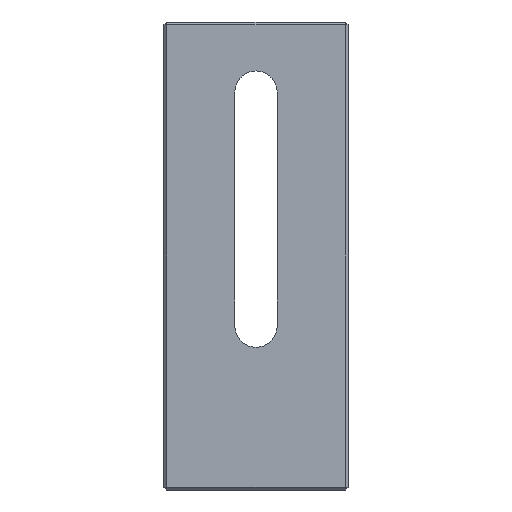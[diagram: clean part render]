
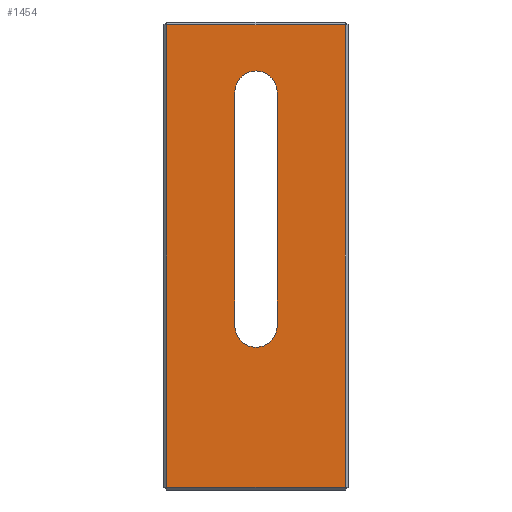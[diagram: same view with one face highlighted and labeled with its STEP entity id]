
A CAD part, front view. The second image highlights one B-rep face of the part: STEP entity #1454.
In plain terms, the highlighted planar face has unit normal (0, -1, 0).
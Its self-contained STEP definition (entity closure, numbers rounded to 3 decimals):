
#23 = VERTEX_POINT ( 'NONE', #667 ) ;
#29 = DIRECTION ( 'NONE',  ( 0., 0., 1. ) ) ;
#39 = DIRECTION ( 'NONE',  ( 0., 1., 0. ) ) ;
#41 = EDGE_CURVE ( 'NONE', #239, #1149, #522, .T. ) ;
#42 = CARTESIAN_POINT ( 'NONE',  ( -2.3, 0., 17.79 ) ) ;
#49 = CARTESIAN_POINT ( 'NONE',  ( -9.7, 0., 0. ) ) ;
#68 = LINE ( 'NONE', #1038, #1294 ) ;
#79 = CARTESIAN_POINT ( 'NONE',  ( -9.7, 0., 50.5 ) ) ;
#111 = VERTEX_POINT ( 'NONE', #1040 ) ;
#147 = DIRECTION ( 'NONE',  ( 1., 0., 0. ) ) ;
#207 = VECTOR ( 'NONE', #147, 1000. ) ;
#237 = EDGE_CURVE ( 'NONE', #812, #917, #887, .T. ) ;
#239 = VERTEX_POINT ( 'NONE', #79 ) ;
#255 = DIRECTION ( 'NONE',  ( 0., 0., 1. ) ) ;
#279 = CARTESIAN_POINT ( 'NONE',  ( -2.3, 0., 43.19 ) ) ;
#282 = CARTESIAN_POINT ( 'NONE',  ( 9.7, 0., 50.8 ) ) ;
#285 = AXIS2_PLACEMENT_3D ( 'NONE', #1128, #1113, #29 ) ;
#286 = DIRECTION ( 'NONE',  ( 0., 0., 1. ) ) ;
#325 = DIRECTION ( 'NONE',  ( 0., 0., 1. ) ) ;
#342 = EDGE_CURVE ( 'NONE', #1149, #812, #755, .T. ) ;
#354 = VERTEX_POINT ( 'NONE', #1367 ) ;
#360 = ORIENTED_EDGE ( 'NONE', *, *, #933, .T. ) ;
#367 = VERTEX_POINT ( 'NONE', #279 ) ;
#369 = DIRECTION ( 'NONE',  ( 0., 1., 0. ) ) ;
#396 = DIRECTION ( 'NONE',  ( 0., 0., 1. ) ) ;
#397 = EDGE_CURVE ( 'NONE', #543, #111, #844, .T. ) ;
#406 = ORIENTED_EDGE ( 'NONE', *, *, #565, .T. ) ;
#410 = CIRCLE ( 'NONE', #1579, 2.3 ) ;
#484 = EDGE_CURVE ( 'NONE', #367, #354, #410, .T. ) ;
#486 = VECTOR ( 'NONE', #762, 1000. ) ;
#504 = ORIENTED_EDGE ( 'NONE', *, *, #41, .T. ) ;
#522 = LINE ( 'NONE', #49, #550 ) ;
#543 = VERTEX_POINT ( 'NONE', #1299 ) ;
#550 = VECTOR ( 'NONE', #809, 1000. ) ;
#555 = EDGE_CURVE ( 'NONE', #23, #543, #1030, .T. ) ;
#560 = DIRECTION ( 'NONE',  ( 0., 1., 0. ) ) ;
#565 = EDGE_CURVE ( 'NONE', #917, #239, #68, .T. ) ;
#586 = CARTESIAN_POINT ( 'NONE',  ( -9.7, 0., 0.3 ) ) ;
#599 = ORIENTED_EDGE ( 'NONE', *, *, #764, .T. ) ;
#612 = ORIENTED_EDGE ( 'NONE', *, *, #237, .T. ) ;
#651 = CARTESIAN_POINT ( 'NONE',  ( 0., 0., 17.79 ) ) ;
#667 = CARTESIAN_POINT ( 'NONE',  ( 2.3, 0., 43.19 ) ) ;
#668 = DIRECTION ( 'NONE',  ( 0., 0., -1. ) ) ;
#740 = EDGE_LOOP ( 'NONE', ( #863, #1457, #360, #1449, #599 ) ) ;
#755 = LINE ( 'NONE', #1231, #207 ) ;
#762 = DIRECTION ( 'NONE',  ( 0., 0., 1. ) ) ;
#764 = EDGE_CURVE ( 'NONE', #354, #23, #1580, .T. ) ;
#767 = LINE ( 'NONE', #42, #1270 ) ;
#809 = DIRECTION ( 'NONE',  ( 0., 0., -1. ) ) ;
#812 = VERTEX_POINT ( 'NONE', #1240 ) ;
#844 = CIRCLE ( 'NONE', #1528, 2.3 ) ;
#863 = ORIENTED_EDGE ( 'NONE', *, *, #555, .T. ) ;
#868 = PLANE ( 'NONE',  #1070 ) ;
#887 = LINE ( 'NONE', #282, #486 ) ;
#917 = VERTEX_POINT ( 'NONE', #1483 ) ;
#933 = EDGE_CURVE ( 'NONE', #111, #367, #767, .T. ) ;
#995 = EDGE_LOOP ( 'NONE', ( #612, #406, #504, #1180 ) ) ;
#1030 = LINE ( 'NONE', #1518, #1473 ) ;
#1038 = CARTESIAN_POINT ( 'NONE',  ( 10., 0., 50.5 ) ) ;
#1040 = CARTESIAN_POINT ( 'NONE',  ( -2.3, 0., 17.79 ) ) ;
#1070 = AXIS2_PLACEMENT_3D ( 'NONE', #1450, #369, #255 ) ;
#1113 = DIRECTION ( 'NONE',  ( 0., 1., 0. ) ) ;
#1128 = CARTESIAN_POINT ( 'NONE',  ( 0., 0., 43.19 ) ) ;
#1149 = VERTEX_POINT ( 'NONE', #586 ) ;
#1180 = ORIENTED_EDGE ( 'NONE', *, *, #342, .T. ) ;
#1228 = FACE_BOUND ( 'NONE', #740, .T. ) ;
#1231 = CARTESIAN_POINT ( 'NONE',  ( 10., 0., 0.3 ) ) ;
#1240 = CARTESIAN_POINT ( 'NONE',  ( 9.7, 0., 0.3 ) ) ;
#1270 = VECTOR ( 'NONE', #286, 1000. ) ;
#1294 = VECTOR ( 'NONE', #1527, 1000. ) ;
#1299 = CARTESIAN_POINT ( 'NONE',  ( 2.3, 0., 17.79 ) ) ;
#1331 = FACE_OUTER_BOUND ( 'NONE', #995, .T. ) ;
#1367 = CARTESIAN_POINT ( 'NONE',  ( 0., 0., 45.49 ) ) ;
#1385 = CARTESIAN_POINT ( 'NONE',  ( 0., 0., 43.19 ) ) ;
#1449 = ORIENTED_EDGE ( 'NONE', *, *, #484, .T. ) ;
#1450 = CARTESIAN_POINT ( 'NONE',  ( 10., 0., 0. ) ) ;
#1454 = ADVANCED_FACE ( 'NONE', ( #1331, #1228 ), #868, .F. ) ;
#1457 = ORIENTED_EDGE ( 'NONE', *, *, #397, .T. ) ;
#1473 = VECTOR ( 'NONE', #668, 1000. ) ;
#1483 = CARTESIAN_POINT ( 'NONE',  ( 9.7, 0., 50.5 ) ) ;
#1518 = CARTESIAN_POINT ( 'NONE',  ( 2.3, 0., 17.79 ) ) ;
#1527 = DIRECTION ( 'NONE',  ( -1., 0., 0. ) ) ;
#1528 = AXIS2_PLACEMENT_3D ( 'NONE', #651, #39, #396 ) ;
#1579 = AXIS2_PLACEMENT_3D ( 'NONE', #1385, #560, #325 ) ;
#1580 = CIRCLE ( 'NONE', #285, 2.3 ) ;
